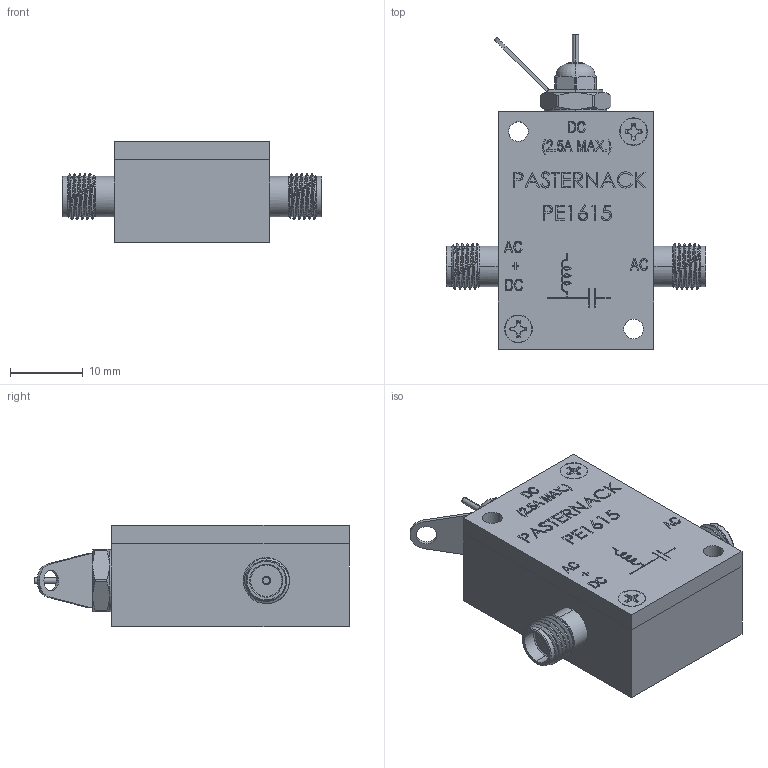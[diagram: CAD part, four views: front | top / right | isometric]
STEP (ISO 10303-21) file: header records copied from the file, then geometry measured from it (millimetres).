
FILE_DESCRIPTION (( 'STEP AP203' ), '1' );
FILE_NAME ('PE1615.step', '2019-05-01T13:25:56', ( '' ), ( '' ), 'SwSTEP 2.0', 'SolidWorks 2018', '' );
FILE_SCHEMA (( 'CONFIG_CONTROL_DESIGN' ));
Length unit declared in the file: inch
Products named in the file (1): PE1615
Bounding box: 35.81 x 43.34 x 13.97 mm (x, y, z)
Volume: 10255.4 mm3; surface area: 3874.3 mm2
Topology: 1 solids, 1 shells, 715 faces, 1872 edges, 1229 vertices
Faces by surface type: plane 410, bspline 147, cylinder 93, cone 59, torus 6
Entity records: 31916 total; most frequent: CARTESIAN_POINT 15340, ORIENTED_EDGE 3744, DIRECTION 2801, EDGE_CURVE 1872, VERTEX_POINT 1229, VECTOR 1225, LINE 1225, EDGE_LOOP 791
